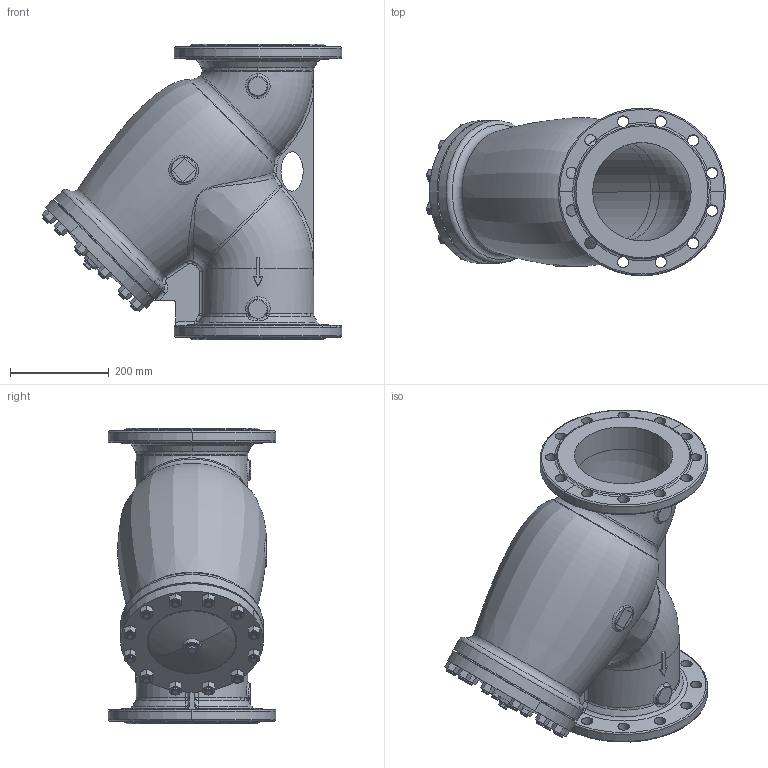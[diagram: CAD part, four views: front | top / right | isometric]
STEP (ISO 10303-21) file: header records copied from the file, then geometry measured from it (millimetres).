
FILE_DESCRIPTION((''),'2;1');
FILE_NAME('LOVILEC_DN200_PN16_CEP','2015-03-31T',('u317927'),('Danfoss'),'PRO/ENGINEER BY PARAMETRIC TECHNOLOGY CORPORATION, 2014000','PRO/ENGINEER BY PARAMETRIC TECHNOLOGY CORPORATION, 2014000','');
FILE_SCHEMA(('CONFIG_CONTROL_DESIGN'));
Products named in the file (1): LOVILEC_DN200_PN16_CEP
Bounding box: 607.7 x 340 x 600 mm (x, y, z)
Volume: 2214678 mm3; surface area: 2233939.9 mm2
Topology: 2 solids, 40 shells, 1398 faces, 3674 edges, 2348 vertices
Faces by surface type: plane 668, cylinder 303, cone 301, torus 80, bspline 37, sphere 4, revolution 3, extrusion 2
Entity records: 48475 total; most frequent: CARTESIAN_POINT 15533, ORIENTED_EDGE 7132, DIRECTION 6298, EDGE_CURVE 3650, AXIS2_PLACEMENT_3D 2395, VERTEX_POINT 2348, EDGE_LOOP 1553, VECTOR 1505
